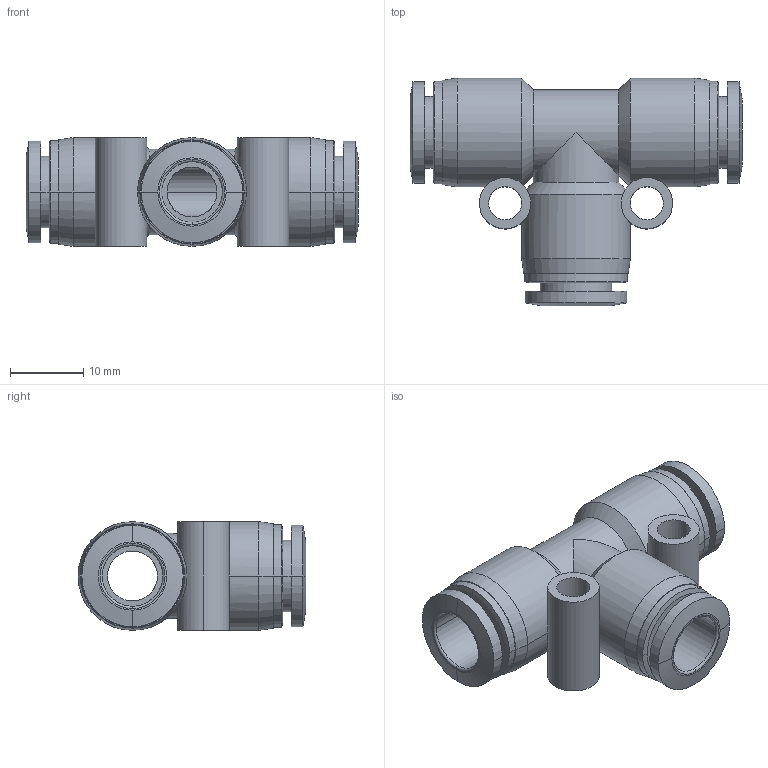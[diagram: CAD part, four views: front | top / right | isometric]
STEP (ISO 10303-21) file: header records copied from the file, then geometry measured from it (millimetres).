
FILE_DESCRIPTION (( 'STEP AP214' ), '1' );
FILE_NAME ('UT8M.step', '2016-02-24T20:49:37', ( '' ), ( '' ), 'SwSTEP 2.0', 'SolidWorks 2015', '' );
FILE_SCHEMA (( 'AUTOMOTIVE_DESIGN' ));
Length unit declared in the file: inch
Products named in the file (1): UT8M
Bounding box: 45.2 x 31 x 14.8 mm (x, y, z)
Volume: 6537.1 mm3; surface area: 5954.3 mm2
Topology: 1 solids, 1 shells, 95 faces, 230 edges, 146 vertices
Faces by surface type: cylinder 46, cone 24, plane 19, torus 6
Entity records: 4329 total; most frequent: CARTESIAN_POINT 748, DIRECTION 524, ORIENTED_EDGE 460, EDGE_CURVE 230, AXIS2_PLACEMENT_3D 226, VERTEX_POINT 146, CIRCLE 130, EDGE_LOOP 116
